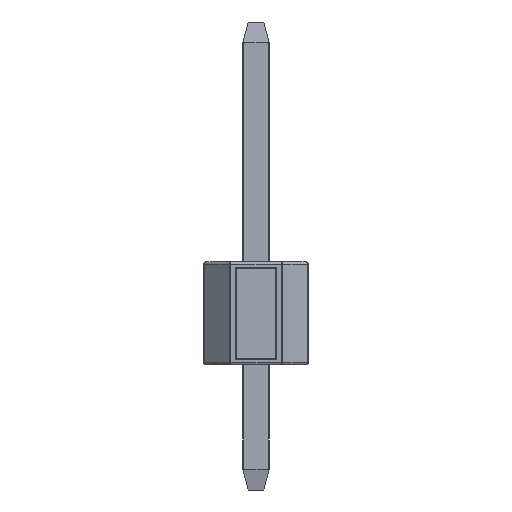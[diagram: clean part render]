
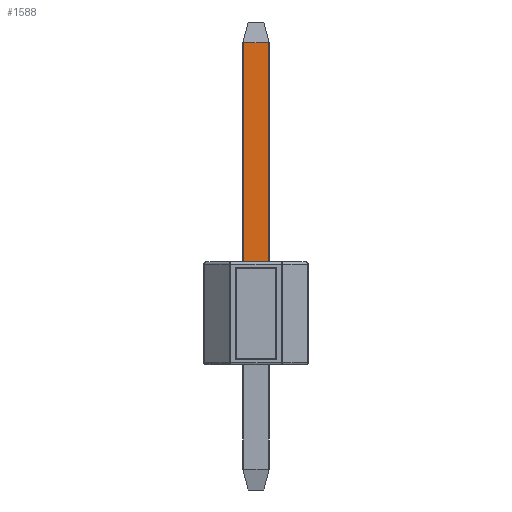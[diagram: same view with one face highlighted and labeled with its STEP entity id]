
A CAD part, left-side view. The second image highlights one B-rep face of the part: STEP entity #1588.
In plain terms, the highlighted planar face has unit normal (-1, 0, 0).
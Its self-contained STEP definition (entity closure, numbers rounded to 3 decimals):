
#239=FACE_OUTER_BOUND('',#333,.T.);
#333=EDGE_LOOP('',(#1278,#1279,#1280,#1281));
#442=LINE('',#2605,#582);
#465=LINE('',#2653,#605);
#466=LINE('',#2655,#606);
#467=LINE('',#2656,#607);
#582=VECTOR('',#2155,10.);
#605=VECTOR('',#2206,10.);
#606=VECTOR('',#2207,10.);
#607=VECTOR('',#2208,10.);
#646=VERTEX_POINT('',#2346);
#649=VERTEX_POINT('',#2353);
#728=VERTEX_POINT('',#2652);
#729=VERTEX_POINT('',#2654);
#898=EDGE_CURVE('',#649,#646,#442,.T.);
#921=EDGE_CURVE('',#728,#646,#465,.T.);
#922=EDGE_CURVE('',#729,#728,#466,.T.);
#923=EDGE_CURVE('',#649,#729,#467,.T.);
#1278=ORIENTED_EDGE('',*,*,#898,.T.);
#1279=ORIENTED_EDGE('',*,*,#921,.F.);
#1280=ORIENTED_EDGE('',*,*,#922,.F.);
#1281=ORIENTED_EDGE('',*,*,#923,.F.);
#1411=PLANE('',#1788);
#1588=ADVANCED_FACE('',(#239),#1411,.T.);
#1788=AXIS2_PLACEMENT_3D('',#2651,#2204,#2205);
#2155=DIRECTION('',(0.,-1.,0.));
#2204=DIRECTION('center_axis',(-1.,0.,0.));
#2205=DIRECTION('ref_axis',(0.,0.,1.));
#2206=DIRECTION('',(0.,0.,-1.));
#2207=DIRECTION('',(0.,-1.,0.));
#2208=DIRECTION('',(0.,0.,1.));
#2346=CARTESIAN_POINT('',(-0.32,-0.297,2.5));
#2353=CARTESIAN_POINT('',(-0.32,0.292,2.5));
#2605=CARTESIAN_POINT('',(-0.32,-0.003,2.5));
#2651=CARTESIAN_POINT('Origin',(-0.32,-0.003,2.645));
#2652=CARTESIAN_POINT('',(-0.32,-0.297,7.832));
#2653=CARTESIAN_POINT('',(-0.32,-0.297,5.493));
#2654=CARTESIAN_POINT('',(-0.32,0.292,7.832));
#2655=CARTESIAN_POINT('',(-0.32,0.158,7.832));
#2656=CARTESIAN_POINT('',(-0.32,0.292,-0.202));
